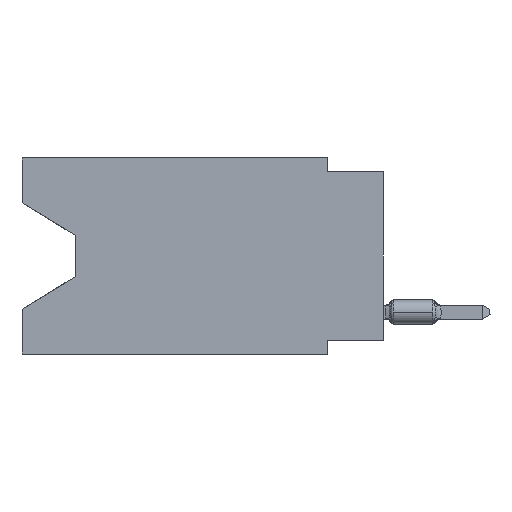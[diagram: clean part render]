
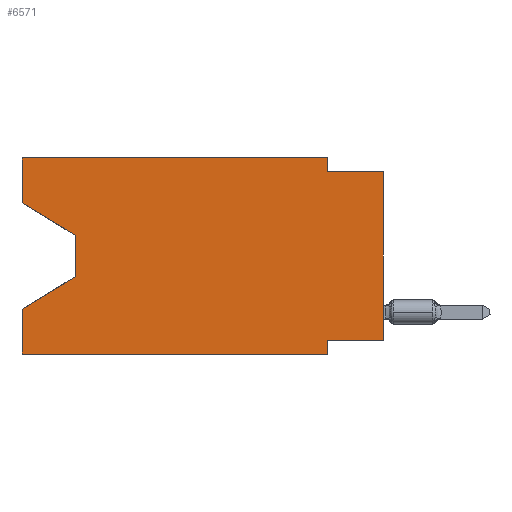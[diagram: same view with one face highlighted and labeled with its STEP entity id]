
A CAD part, left-side view. The second image highlights one B-rep face of the part: STEP entity #6571.
In plain terms, the highlighted planar face has unit normal (-1, 0, 0).
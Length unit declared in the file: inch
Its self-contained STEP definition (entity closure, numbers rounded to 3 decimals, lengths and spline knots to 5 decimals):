
#127 = CARTESIAN_POINT ( 'NONE',  ( 0., 0.55, -0.212 ) ) ;
#206 = CARTESIAN_POINT ( 'NONE',  ( 0., 0.645, -0.08025 ) ) ;
#268 = VERTEX_POINT ( 'NONE', #9523 ) ;
#372 = CARTESIAN_POINT ( 'NONE',  ( 0., 0.645, -0.26975 ) ) ;
#438 = EDGE_CURVE ( 'NONE', #12914, #23125, #5854, .T. ) ;
#622 = DIRECTION ( 'NONE',  ( 0., 0., -1. ) ) ;
#1056 = EDGE_CURVE ( 'NONE', #28873, #25053, #21420, .T. ) ;
#1151 = EDGE_CURVE ( 'NONE', #28928, #7878, #12367, .T. ) ;
#1318 = CARTESIAN_POINT ( 'NONE',  ( 0., 0., -0.025 ) ) ;
#2252 = DIRECTION ( 'NONE',  ( 0., 0., -1. ) ) ;
#3123 = DIRECTION ( 'NONE',  ( 0., 0., 1. ) ) ;
#3213 = CARTESIAN_POINT ( 'NONE',  ( 0., 0.645, 0. ) ) ;
#3306 = LINE ( 'NONE', #19119, #3957 ) ;
#3957 = VECTOR ( 'NONE', #12102, 39.37008 ) ;
#4569 = VECTOR ( 'NONE', #3123, 39.37008 ) ;
#5115 = ORIENTED_EDGE ( 'NONE', *, *, #1151, .F. ) ;
#5401 = VERTEX_POINT ( 'NONE', #11978 ) ;
#5598 = VECTOR ( 'NONE', #13635, 39.37008 ) ;
#5844 = DIRECTION ( 'NONE',  ( 1., 0., 0. ) ) ;
#5854 = LINE ( 'NONE', #14792, #10617 ) ;
#6571 = ADVANCED_FACE ( 'NONE', ( #23271 ), #21374, .F. ) ;
#6905 = CARTESIAN_POINT ( 'NONE',  ( 0., 0.645, 0. ) ) ;
#6943 = LINE ( 'NONE', #28908, #13034 ) ;
#6976 = EDGE_CURVE ( 'NONE', #19494, #268, #7981, .T. ) ;
#7306 = ORIENTED_EDGE ( 'NONE', *, *, #13652, .T. ) ;
#7616 = CARTESIAN_POINT ( 'NONE',  ( 0., 0.1, -0.325 ) ) ;
#7878 = VERTEX_POINT ( 'NONE', #11021 ) ;
#7981 = LINE ( 'NONE', #19250, #21554 ) ;
#9294 = CARTESIAN_POINT ( 'NONE',  ( 0., 0.55, -0.138 ) ) ;
#9523 = CARTESIAN_POINT ( 'NONE',  ( 0., 0.1, -0.35 ) ) ;
#9676 = VERTEX_POINT ( 'NONE', #7616 ) ;
#10037 = EDGE_CURVE ( 'NONE', #5401, #20910, #22915, .T. ) ;
#10617 = VECTOR ( 'NONE', #14930, 39.37008 ) ;
#11021 = CARTESIAN_POINT ( 'NONE',  ( 0., 0.1, -0.025 ) ) ;
#11276 = EDGE_LOOP ( 'NONE', ( #20629, #7306, #12808, #24258, #27695, #26775, #23948, #27481, #14620, #5115, #15785, #23731 ) ) ;
#11651 = LINE ( 'NONE', #21020, #19214 ) ;
#11764 = LINE ( 'NONE', #12484, #18169 ) ;
#11978 = CARTESIAN_POINT ( 'NONE',  ( 0., 0.645, -0.08025 ) ) ;
#12102 = DIRECTION ( 'NONE',  ( 0., -1., 0. ) ) ;
#12367 = LINE ( 'NONE', #18940, #14948 ) ;
#12484 = CARTESIAN_POINT ( 'NONE',  ( 0., 0.1, -0.35 ) ) ;
#12808 = ORIENTED_EDGE ( 'NONE', *, *, #438, .T. ) ;
#12914 = VERTEX_POINT ( 'NONE', #127 ) ;
#13034 = VECTOR ( 'NONE', #2252, 39.37008 ) ;
#13635 = DIRECTION ( 'NONE',  ( 0., 0., 1. ) ) ;
#13652 = EDGE_CURVE ( 'NONE', #20910, #12914, #6943, .T. ) ;
#13838 = EDGE_CURVE ( 'NONE', #9676, #268, #11764, .T. ) ;
#14620 = ORIENTED_EDGE ( 'NONE', *, *, #17251, .F. ) ;
#14792 = CARTESIAN_POINT ( 'NONE',  ( 0., 0.55, -0.212 ) ) ;
#14857 = DIRECTION ( 'NONE',  ( 0., -1., 0. ) ) ;
#14930 = DIRECTION ( 'NONE',  ( 0., 0.855, -0.519 ) ) ;
#14948 = VECTOR ( 'NONE', #17035, 39.37008 ) ;
#14992 = CARTESIAN_POINT ( 'NONE',  ( 0., 0., -0.325 ) ) ;
#15376 = LINE ( 'NONE', #24288, #20113 ) ;
#15751 = DIRECTION ( 'NONE',  ( 0., -0.855, -0.519 ) ) ;
#15785 = ORIENTED_EDGE ( 'NONE', *, *, #27726, .F. ) ;
#17035 = DIRECTION ( 'NONE',  ( 0., 0., -1. ) ) ;
#17251 = EDGE_CURVE ( 'NONE', #7878, #25053, #3306, .T. ) ;
#17699 = DIRECTION ( 'NONE',  ( 0., 0., 1. ) ) ;
#17846 = LINE ( 'NONE', #22526, #21616 ) ;
#18169 = VECTOR ( 'NONE', #622, 39.37008 ) ;
#18326 = LINE ( 'NONE', #6905, #5598 ) ;
#18940 = CARTESIAN_POINT ( 'NONE',  ( 0., 0.1, 0. ) ) ;
#19011 = VECTOR ( 'NONE', #15751, 39.37008 ) ;
#19119 = CARTESIAN_POINT ( 'NONE',  ( 0., 0., -0.025 ) ) ;
#19214 = VECTOR ( 'NONE', #27302, 39.37008 ) ;
#19250 = CARTESIAN_POINT ( 'NONE',  ( 0., 0.645, -0.35 ) ) ;
#19494 = VERTEX_POINT ( 'NONE', #23661 ) ;
#20113 = VECTOR ( 'NONE', #24436, 39.37008 ) ;
#20629 = ORIENTED_EDGE ( 'NONE', *, *, #10037, .T. ) ;
#20910 = VERTEX_POINT ( 'NONE', #9294 ) ;
#21020 = CARTESIAN_POINT ( 'NONE',  ( 0., 0., -0.325 ) ) ;
#21374 = PLANE ( 'NONE',  #28062 ) ;
#21420 = LINE ( 'NONE', #25657, #4569 ) ;
#21554 = VECTOR ( 'NONE', #14857, 39.37008 ) ;
#21616 = VECTOR ( 'NONE', #17699, 39.37008 ) ;
#22526 = CARTESIAN_POINT ( 'NONE',  ( 0., 0.645, 0. ) ) ;
#22661 = VERTEX_POINT ( 'NONE', #23464 ) ;
#22915 = LINE ( 'NONE', #206, #19011 ) ;
#23125 = VERTEX_POINT ( 'NONE', #372 ) ;
#23271 = FACE_OUTER_BOUND ( 'NONE', #11276, .T. ) ;
#23464 = CARTESIAN_POINT ( 'NONE',  ( 0., 0.645, 0. ) ) ;
#23661 = CARTESIAN_POINT ( 'NONE',  ( 0., 0.645, -0.35 ) ) ;
#23731 = ORIENTED_EDGE ( 'NONE', *, *, #25316, .F. ) ;
#23948 = ORIENTED_EDGE ( 'NONE', *, *, #27078, .F. ) ;
#24258 = ORIENTED_EDGE ( 'NONE', *, *, #27415, .F. ) ;
#24288 = CARTESIAN_POINT ( 'NONE',  ( 0., 0.645, 0. ) ) ;
#24436 = DIRECTION ( 'NONE',  ( 0., -1., 0. ) ) ;
#25053 = VERTEX_POINT ( 'NONE', #1318 ) ;
#25316 = EDGE_CURVE ( 'NONE', #5401, #22661, #17846, .T. ) ;
#25657 = CARTESIAN_POINT ( 'NONE',  ( 0., 0., 0. ) ) ;
#26175 = DIRECTION ( 'NONE',  ( 0., 0., -1. ) ) ;
#26775 = ORIENTED_EDGE ( 'NONE', *, *, #13838, .F. ) ;
#27078 = EDGE_CURVE ( 'NONE', #28873, #9676, #11651, .T. ) ;
#27302 = DIRECTION ( 'NONE',  ( 0., 1., 0. ) ) ;
#27415 = EDGE_CURVE ( 'NONE', #19494, #23125, #18326, .T. ) ;
#27481 = ORIENTED_EDGE ( 'NONE', *, *, #1056, .T. ) ;
#27695 = ORIENTED_EDGE ( 'NONE', *, *, #6976, .T. ) ;
#27726 = EDGE_CURVE ( 'NONE', #22661, #28928, #15376, .T. ) ;
#28008 = CARTESIAN_POINT ( 'NONE',  ( 0., 0.1, 0. ) ) ;
#28062 = AXIS2_PLACEMENT_3D ( 'NONE', #3213, #5844, #26175 ) ;
#28873 = VERTEX_POINT ( 'NONE', #14992 ) ;
#28908 = CARTESIAN_POINT ( 'NONE',  ( 0., 0.55, -0.138 ) ) ;
#28928 = VERTEX_POINT ( 'NONE', #28008 ) ;
